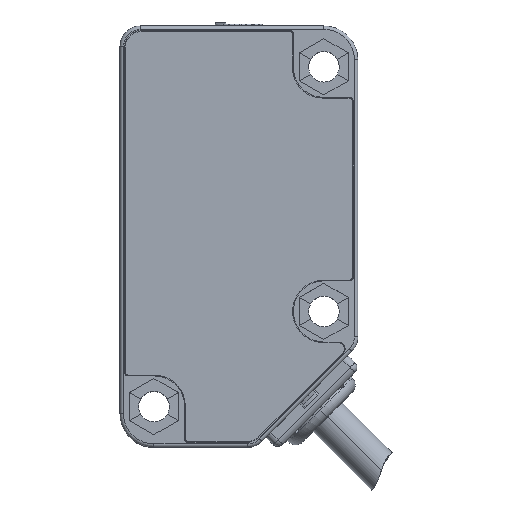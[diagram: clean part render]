
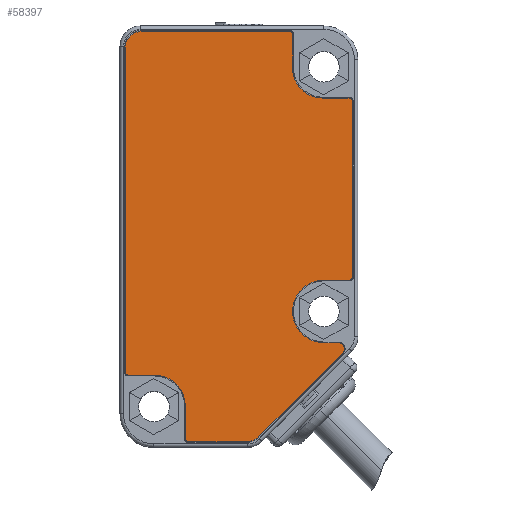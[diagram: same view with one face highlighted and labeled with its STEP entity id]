
A CAD part, top view. The second image highlights one B-rep face of the part: STEP entity #58397.
In plain terms, the highlighted planar face has unit normal (0, 0, 1).
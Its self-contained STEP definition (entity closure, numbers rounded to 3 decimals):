
#29314=CARTESIAN_POINT('',(24.9,22.7,9.));
#29315=DIRECTION('',(0.,0.,1.));
#29316=DIRECTION('',(1.,0.,0.));
#29317=AXIS2_PLACEMENT_3D('',#29314,#29315,#29316);
#29322=DIRECTION('',(0.,1.,0.));
#29323=VECTOR('',#29322,4.9);
#29324=CARTESIAN_POINT('',(25.4,17.8,9.));
#29325=LINE('',#29324,#29323);
#29329=CARTESIAN_POINT('',(29.8,17.8,9.));
#29330=DIRECTION('',(0.,0.,-1.));
#29331=DIRECTION('',(0.,-1.,0.));
#29332=AXIS2_PLACEMENT_3D('',#29329,#29330,#29331);
#29337=DIRECTION('',(-1.,0.,0.));
#29338=VECTOR('',#29337,3.9);
#29339=CARTESIAN_POINT('',(33.7,13.4,9.));
#29340=LINE('',#29339,#29338);
#29344=CARTESIAN_POINT('',(33.7,12.9,9.));
#29345=DIRECTION('',(0.,0.,1.));
#29346=DIRECTION('',(1.,0.,0.));
#29347=AXIS2_PLACEMENT_3D('',#29344,#29345,#29346);
#29352=DIRECTION('',(0.,1.,0.));
#29353=VECTOR('',#29352,25.8);
#29354=CARTESIAN_POINT('',(34.2,-12.9,9.));
#29355=LINE('',#29354,#29353);
#29359=CARTESIAN_POINT('',(33.7,-12.9,9.));
#29360=DIRECTION('',(0.,0.,1.));
#29361=DIRECTION('',(0.,-1.,0.));
#29362=AXIS2_PLACEMENT_3D('',#29359,#29360,#29361);
#29367=DIRECTION('',(1.,0.,0.));
#29368=VECTOR('',#29367,3.7);
#29369=CARTESIAN_POINT('',(30.,-13.4,9.));
#29370=LINE('',#29369,#29368);
#29374=CARTESIAN_POINT('',(30.,-18.,9.));
#29375=DIRECTION('',(0.,0.,-1.));
#29376=DIRECTION('',(0.,-1.,0.));
#29377=AXIS2_PLACEMENT_3D('',#29374,#29375,#29376);
#29382=DIRECTION('',(-1.,0.,0.));
#29383=VECTOR('',#29382,2.127);
#29384=CARTESIAN_POINT('',(32.127,-22.6,9.));
#29385=LINE('',#29384,#29383);
#29389=CARTESIAN_POINT('',(32.127,-23.5,9.));
#29390=DIRECTION('',(0.,0.,1.));
#29391=DIRECTION('',(0.707,-0.707,0.));
#29392=AXIS2_PLACEMENT_3D('',#29389,#29390,#29391);
#29397=DIRECTION('',(0.707,0.707,0.));
#29398=VECTOR('',#29397,17.232);
#29399=CARTESIAN_POINT('',(20.579,-36.321,9.));
#29400=LINE('',#29399,#29398);
#29404=CARTESIAN_POINT('',(18.457,-34.2,9.));
#29405=DIRECTION('',(0.,0.,1.));
#29406=DIRECTION('',(0.,-1.,0.));
#29407=AXIS2_PLACEMENT_3D('',#29404,#29405,#29406);
#29412=DIRECTION('',(1.,0.,0.));
#29413=VECTOR('',#29412,8.357);
#29414=CARTESIAN_POINT('',(10.1,-37.2,9.));
#29415=LINE('',#29414,#29413);
#29419=CARTESIAN_POINT('',(10.1,-36.7,9.));
#29420=DIRECTION('',(0.,0.,1.));
#29421=DIRECTION('',(-1.,0.,0.));
#29422=AXIS2_PLACEMENT_3D('',#29419,#29420,#29421);
#29427=DIRECTION('',(0.,-1.,0.));
#29428=VECTOR('',#29427,4.9);
#29429=CARTESIAN_POINT('',(9.6,-31.8,9.));
#29430=LINE('',#29429,#29428);
#29434=CARTESIAN_POINT('',(5.2,-31.8,9.));
#29435=DIRECTION('',(0.,0.,-1.));
#29436=DIRECTION('',(0.,1.,0.));
#29437=AXIS2_PLACEMENT_3D('',#29434,#29435,#29436);
#29442=DIRECTION('',(1.,0.,0.));
#29443=VECTOR('',#29442,3.9);
#29444=CARTESIAN_POINT('',(1.3,-27.4,9.));
#29445=LINE('',#29444,#29443);
#29449=CARTESIAN_POINT('',(1.3,-26.9,9.));
#29450=DIRECTION('',(0.,0.,1.));
#29451=DIRECTION('',(-1.,0.,0.));
#29452=AXIS2_PLACEMENT_3D('',#29449,#29450,#29451);
#29457=DIRECTION('',(0.,-1.,0.));
#29458=VECTOR('',#29457,47.8);
#29459=CARTESIAN_POINT('',(0.8,20.9,9.));
#29460=LINE('',#29459,#29458);
#29464=CARTESIAN_POINT('',(3.1,20.9,9.));
#29465=DIRECTION('',(0.,0.,1.));
#29466=DIRECTION('',(0.,1.,0.));
#29467=AXIS2_PLACEMENT_3D('',#29464,#29465,#29466);
#29472=DIRECTION('',(-1.,0.,0.));
#29473=VECTOR('',#29472,21.8);
#29474=CARTESIAN_POINT('',(24.9,23.2,9.));
#29475=LINE('',#29474,#29473);
#33366=CARTESIAN_POINT('',(3.1,23.2,9.));
#33367=CARTESIAN_POINT('',(0.8,20.9,9.));
#33368=VERTEX_POINT('',#33366);
#33369=VERTEX_POINT('',#33367);
#33370=CARTESIAN_POINT('',(5.2,-27.4,9.));
#33371=CARTESIAN_POINT('',(9.6,-31.8,9.));
#33372=VERTEX_POINT('',#33370);
#33373=VERTEX_POINT('',#33371);
#33374=CARTESIAN_POINT('',(30.,-22.6,9.));
#33375=CARTESIAN_POINT('',(30.,-13.4,9.));
#33376=VERTEX_POINT('',#33374);
#33377=VERTEX_POINT('',#33375);
#33378=CARTESIAN_POINT('',(29.8,13.4,9.));
#33379=CARTESIAN_POINT('',(25.4,17.8,9.));
#33380=VERTEX_POINT('',#33378);
#33381=VERTEX_POINT('',#33379);
#33458=CARTESIAN_POINT('',(18.457,-37.2,9.));
#33459=VERTEX_POINT('',#33458);
#33460=CARTESIAN_POINT('',(20.579,-36.321,9.));
#33461=VERTEX_POINT('',#33460);
#33470=CARTESIAN_POINT('',(32.127,-22.6,9.));
#33471=VERTEX_POINT('',#33470);
#33482=CARTESIAN_POINT('',(32.764,-24.136,9.));
#33483=VERTEX_POINT('',#33482);
#33528=CARTESIAN_POINT('',(25.4,22.7,9.));
#33529=VERTEX_POINT('',#33528);
#33530=CARTESIAN_POINT('',(24.9,23.2,9.));
#33531=VERTEX_POINT('',#33530);
#33536=CARTESIAN_POINT('',(34.2,12.9,9.));
#33537=VERTEX_POINT('',#33536);
#33538=CARTESIAN_POINT('',(33.7,13.4,9.));
#33539=VERTEX_POINT('',#33538);
#33544=CARTESIAN_POINT('',(33.7,-13.4,9.));
#33545=VERTEX_POINT('',#33544);
#33546=CARTESIAN_POINT('',(34.2,-12.9,9.));
#33547=VERTEX_POINT('',#33546);
#33552=CARTESIAN_POINT('',(0.8,-26.9,9.));
#33553=VERTEX_POINT('',#33552);
#33554=CARTESIAN_POINT('',(1.3,-27.4,9.));
#33555=VERTEX_POINT('',#33554);
#33560=CARTESIAN_POINT('',(9.6,-36.7,9.));
#33561=VERTEX_POINT('',#33560);
#33562=CARTESIAN_POINT('',(10.1,-37.2,9.));
#33563=VERTEX_POINT('',#33562);
#58356=CARTESIAN_POINT('',(0.,0.,9.));
#58357=DIRECTION('',(0.,0.,1.));
#58358=DIRECTION('',(1.,0.,0.));
#58359=AXIS2_PLACEMENT_3D('',#58356,#58357,#58358);
#58360=PLANE('',#58359);
#58361=ORIENTED_EDGE('',*,*,#58223,.F.);
#58362=ORIENTED_EDGE('',*,*,#58239,.F.);
#58363=ORIENTED_EDGE('',*,*,#58252,.F.);
#58364=ORIENTED_EDGE('',*,*,#58265,.F.);
#58365=ORIENTED_EDGE('',*,*,#58280,.F.);
#58366=ORIENTED_EDGE('',*,*,#58295,.F.);
#58367=ORIENTED_EDGE('',*,*,#58308,.F.);
#58368=ORIENTED_EDGE('',*,*,#58323,.F.);
#58369=ORIENTED_EDGE('',*,*,#58336,.F.);
#58370=ORIENTED_EDGE('',*,*,#58347,.F.);
#58372=ORIENTED_EDGE('',*,*,#58371,.F.);
#58374=ORIENTED_EDGE('',*,*,#58373,.F.);
#58376=ORIENTED_EDGE('',*,*,#58375,.F.);
#58378=ORIENTED_EDGE('',*,*,#58377,.F.);
#58380=ORIENTED_EDGE('',*,*,#58379,.F.);
#58382=ORIENTED_EDGE('',*,*,#58381,.F.);
#58384=ORIENTED_EDGE('',*,*,#58383,.F.);
#58386=ORIENTED_EDGE('',*,*,#58385,.F.);
#58388=ORIENTED_EDGE('',*,*,#58387,.F.);
#58390=ORIENTED_EDGE('',*,*,#58389,.F.);
#58392=ORIENTED_EDGE('',*,*,#58391,.F.);
#58394=ORIENTED_EDGE('',*,*,#58393,.F.);
#58395=EDGE_LOOP('',(#58361,#58362,#58363,#58364,#58365,#58366,#58367,#58368,
#58369,#58370,#58372,#58374,#58376,#58378,#58380,#58382,#58384,#58386,#58388,
#58390,#58392,#58394));
#58396=FACE_OUTER_BOUND('',#58395,.F.);
#58397=ADVANCED_FACE('',(#58396),#58360,.T.);
#29318=CIRCLE('',#29317,0.5);
#29333=CIRCLE('',#29332,4.4);
#29348=CIRCLE('',#29347,0.5);
#29363=CIRCLE('',#29362,0.5);
#29378=CIRCLE('',#29377,4.6);
#29393=CIRCLE('',#29392,0.9);
#29408=CIRCLE('',#29407,3.);
#29423=CIRCLE('',#29422,0.5);
#29438=CIRCLE('',#29437,4.4);
#29453=CIRCLE('',#29452,0.5);
#29468=CIRCLE('',#29467,2.3);
#58223=EDGE_CURVE('',#33529,#33531,#29318,.T.);
#58239=EDGE_CURVE('',#33381,#33529,#29325,.T.);
#58252=EDGE_CURVE('',#33380,#33381,#29333,.T.);
#58265=EDGE_CURVE('',#33539,#33380,#29340,.T.);
#58280=EDGE_CURVE('',#33537,#33539,#29348,.T.);
#58295=EDGE_CURVE('',#33547,#33537,#29355,.T.);
#58308=EDGE_CURVE('',#33545,#33547,#29363,.T.);
#58323=EDGE_CURVE('',#33377,#33545,#29370,.T.);
#58336=EDGE_CURVE('',#33376,#33377,#29378,.T.);
#58347=EDGE_CURVE('',#33471,#33376,#29385,.T.);
#58371=EDGE_CURVE('',#33483,#33471,#29393,.T.);
#58373=EDGE_CURVE('',#33461,#33483,#29400,.T.);
#58375=EDGE_CURVE('',#33459,#33461,#29408,.T.);
#58377=EDGE_CURVE('',#33563,#33459,#29415,.T.);
#58379=EDGE_CURVE('',#33561,#33563,#29423,.T.);
#58381=EDGE_CURVE('',#33373,#33561,#29430,.T.);
#58383=EDGE_CURVE('',#33372,#33373,#29438,.T.);
#58385=EDGE_CURVE('',#33555,#33372,#29445,.T.);
#58387=EDGE_CURVE('',#33553,#33555,#29453,.T.);
#58389=EDGE_CURVE('',#33369,#33553,#29460,.T.);
#58391=EDGE_CURVE('',#33368,#33369,#29468,.T.);
#58393=EDGE_CURVE('',#33531,#33368,#29475,.T.);
